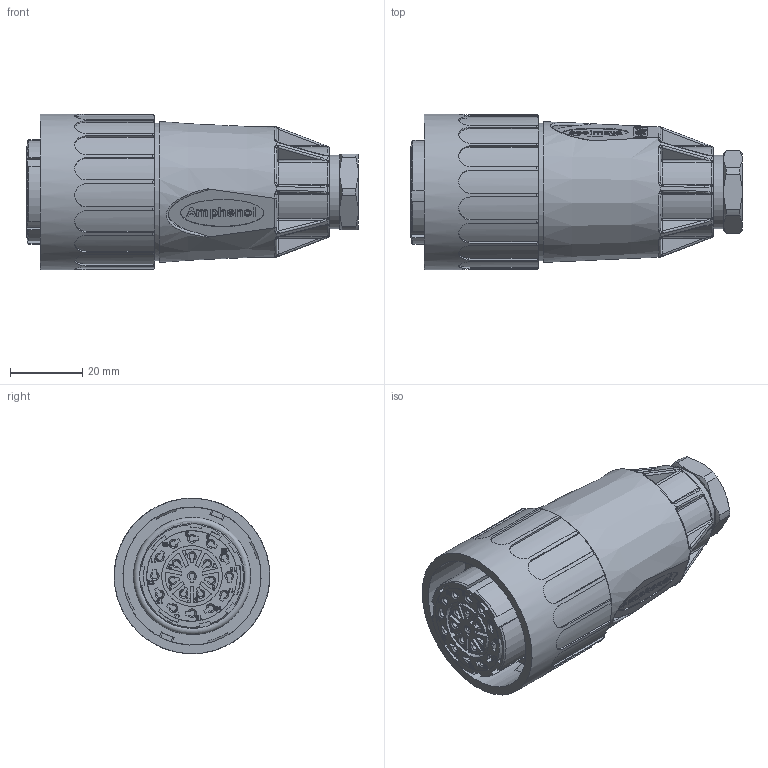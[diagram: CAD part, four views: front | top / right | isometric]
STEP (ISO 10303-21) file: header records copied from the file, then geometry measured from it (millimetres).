
FILE_DESCRIPTION(/* description */ (''),/* implementation_level */ '2;1');
FILE_NAME(/* name */ 'c016 10d019 003 2nxc001-01.stp',/* time_stamp */ '2019-07-08T07:46:41+02:00',/* author */ (''),/* organization */ (''),/* preprocessor_version */ 'ST-DEVELOPER v16.7',/* originating_system */ 'SIEMENS PLM Software NX 12.0',/* authorisation */ '');
FILE_SCHEMA (('AUTOMOTIVE_DESIGN { 1 0 10303 214 3 1 1 1 }'));
Products named in the file (1): c016 10d019 003 2nxc001-01
Bounding box: 91.8 x 43 x 43 mm (x, y, z)
Volume: 86782.2 mm3; surface area: 18911.9 mm2
Topology: 1 solids, 1 shells, 1434 faces, 3779 edges, 2454 vertices
Faces by surface type: plane 746, cylinder 285, bspline 154, extrusion 96, cone 70, torus 51, sphere 32
Full cylindrical faces by diameter (mm): 1 x1, 13.5 x1, 16.8 x1, 20.4 x1, 25 x1, 38 x1, 38.2 x1, 43 x1
Entity records: 49121 total; most frequent: CARTESIAN_POINT 15940, ORIENTED_EDGE 7480, DIRECTION 5979, EDGE_CURVE 3740, VERTEX_POINT 2438, VECTOR 2025, AXIS2_PLACEMENT_3D 1977, LINE 1929
